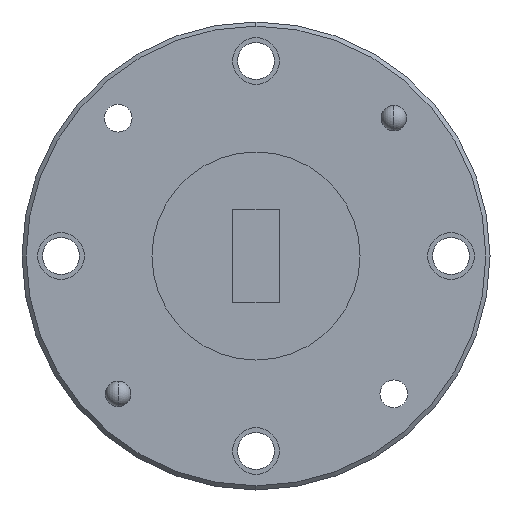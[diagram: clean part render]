
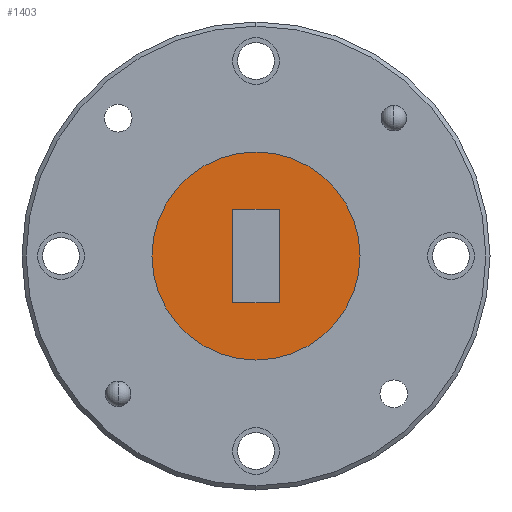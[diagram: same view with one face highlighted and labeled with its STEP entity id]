
A CAD part, left-side view. The second image highlights one B-rep face of the part: STEP entity #1403.
In plain terms, the highlighted planar face has unit normal (-1, 0, 0).
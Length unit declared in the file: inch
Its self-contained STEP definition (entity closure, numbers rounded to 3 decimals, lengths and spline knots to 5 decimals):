
#29 = AXIS2_PLACEMENT_3D ( 'NONE', #1984, #881, #1338 ) ;
#47 = VERTEX_POINT ( 'NONE', #1323 ) ;
#51 = FACE_BOUND ( 'NONE', #771, .T. ) ;
#120 = EDGE_CURVE ( 'NONE', #635, #953, #374, .T. ) ;
#210 = CIRCLE ( 'NONE', #1162, 0.25 ) ;
#228 = VECTOR ( 'NONE', #1262, 39.37008 ) ;
#249 = PLANE ( 'NONE',  #29 ) ;
#262 = VERTEX_POINT ( 'NONE', #1069 ) ;
#277 = ORIENTED_EDGE ( 'NONE', *, *, #538, .F. ) ;
#374 = LINE ( 'NONE', #394, #543 ) ;
#394 = CARTESIAN_POINT ( 'NONE',  ( 0., 0.056, -0.112 ) ) ;
#409 = VECTOR ( 'NONE', #1702, 39.37008 ) ;
#411 = CIRCLE ( 'NONE', #1071, 0.25 ) ;
#444 = EDGE_LOOP ( 'NONE', ( #1397, #1426 ) ) ;
#458 = EDGE_CURVE ( 'NONE', #47, #601, #210, .T. ) ;
#478 = ORIENTED_EDGE ( 'NONE', *, *, #1124, .F. ) ;
#538 = EDGE_CURVE ( 'NONE', #1901, #262, #985, .T. ) ;
#543 = VECTOR ( 'NONE', #1193, 39.37008 ) ;
#601 = VERTEX_POINT ( 'NONE', #1468 ) ;
#625 = CARTESIAN_POINT ( 'NONE',  ( 0., -0.056, -0.112 ) ) ;
#632 = LINE ( 'NONE', #625, #228 ) ;
#635 = VERTEX_POINT ( 'NONE', #1809 ) ;
#645 = CARTESIAN_POINT ( 'NONE',  ( 0., -0.056, -0.112 ) ) ;
#745 = ORIENTED_EDGE ( 'NONE', *, *, #120, .F. ) ;
#771 = EDGE_LOOP ( 'NONE', ( #1958, #277, #478, #745 ) ) ;
#781 = CARTESIAN_POINT ( 'NONE',  ( 0., 0., 0. ) ) ;
#791 = DIRECTION ( 'NONE',  ( 0., 0., 1. ) ) ;
#881 = DIRECTION ( 'NONE',  ( -1., 0., 0. ) ) ;
#953 = VERTEX_POINT ( 'NONE', #1687 ) ;
#985 = LINE ( 'NONE', #645, #1253 ) ;
#1069 = CARTESIAN_POINT ( 'NONE',  ( 0., -0.056, 0.112 ) ) ;
#1071 = AXIS2_PLACEMENT_3D ( 'NONE', #781, #1754, #1889 ) ;
#1085 = DIRECTION ( 'NONE',  ( 0., 0., -1. ) ) ;
#1124 = EDGE_CURVE ( 'NONE', #953, #1901, #632, .T. ) ;
#1162 = AXIS2_PLACEMENT_3D ( 'NONE', #1550, #2030, #1085 ) ;
#1193 = DIRECTION ( 'NONE',  ( 0., 0., -1. ) ) ;
#1240 = LINE ( 'NONE', #1994, #409 ) ;
#1253 = VECTOR ( 'NONE', #791, 39.37008 ) ;
#1262 = DIRECTION ( 'NONE',  ( 0., -1., 0. ) ) ;
#1309 = CARTESIAN_POINT ( 'NONE',  ( 0., -0.056, -0.112 ) ) ;
#1323 = CARTESIAN_POINT ( 'NONE',  ( 0., 0., -0.25 ) ) ;
#1338 = DIRECTION ( 'NONE',  ( 0., 0., 1. ) ) ;
#1397 = ORIENTED_EDGE ( 'NONE', *, *, #458, .F. ) ;
#1403 = ADVANCED_FACE ( 'NONE', ( #51, #1622 ), #249, .T. ) ;
#1426 = ORIENTED_EDGE ( 'NONE', *, *, #1979, .F. ) ;
#1468 = CARTESIAN_POINT ( 'NONE',  ( 0., 0., 0.25 ) ) ;
#1550 = CARTESIAN_POINT ( 'NONE',  ( 0., 0., 0. ) ) ;
#1562 = EDGE_CURVE ( 'NONE', #262, #635, #1240, .T. ) ;
#1622 = FACE_OUTER_BOUND ( 'NONE', #444, .T. ) ;
#1687 = CARTESIAN_POINT ( 'NONE',  ( 0., 0.056, -0.112 ) ) ;
#1702 = DIRECTION ( 'NONE',  ( 0., 1., 0. ) ) ;
#1754 = DIRECTION ( 'NONE',  ( 1., 0., 0. ) ) ;
#1809 = CARTESIAN_POINT ( 'NONE',  ( 0., 0.056, 0.112 ) ) ;
#1889 = DIRECTION ( 'NONE',  ( 0., 0., -1. ) ) ;
#1901 = VERTEX_POINT ( 'NONE', #1309 ) ;
#1958 = ORIENTED_EDGE ( 'NONE', *, *, #1562, .F. ) ;
#1979 = EDGE_CURVE ( 'NONE', #601, #47, #411, .T. ) ;
#1984 = CARTESIAN_POINT ( 'NONE',  ( 0., 0., 0. ) ) ;
#1994 = CARTESIAN_POINT ( 'NONE',  ( 0., -0.056, 0.112 ) ) ;
#2030 = DIRECTION ( 'NONE',  ( 1., 0., 0. ) ) ;
